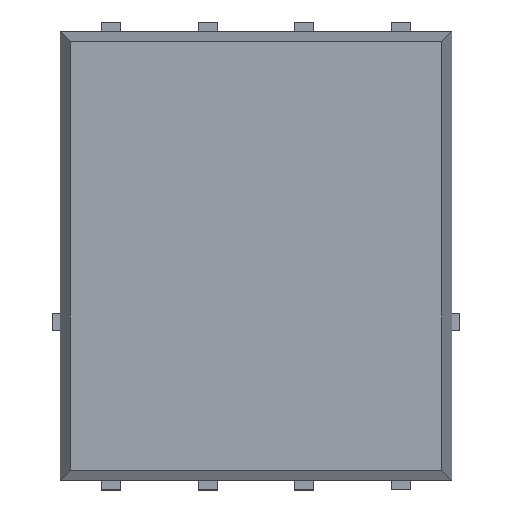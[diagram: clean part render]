
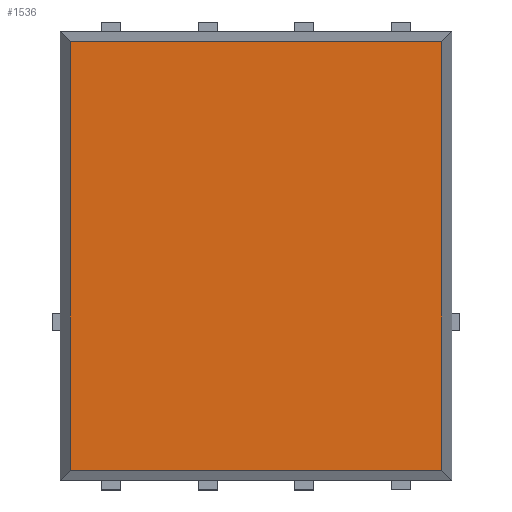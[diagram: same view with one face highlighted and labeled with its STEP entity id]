
A CAD part, top view. The second image highlights one B-rep face of the part: STEP entity #1536.
In plain terms, the highlighted planar face has unit normal (0, 0, 1).
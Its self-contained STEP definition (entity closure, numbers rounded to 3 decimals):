
#33 = LINE ( 'NONE', #2932, #261 ) ;
#179 = EDGE_CURVE ( 'NONE', #2099, #3175, #1605, .T. ) ;
#201 = PLANE ( 'NONE',  #1867 ) ;
#261 = VECTOR ( 'NONE', #1074, 1000. ) ;
#463 = ORIENTED_EDGE ( 'NONE', *, *, #3405, .T. ) ;
#480 = VERTEX_POINT ( 'NONE', #837 ) ;
#517 = ORIENTED_EDGE ( 'NONE', *, *, #1098, .T. ) ;
#527 = CARTESIAN_POINT ( 'NONE',  ( -2.443, -2.818, 1. ) ) ;
#529 = CARTESIAN_POINT ( 'NONE',  ( -2.443, 2.95, 1. ) ) ;
#701 = ORIENTED_EDGE ( 'NONE', *, *, #179, .T. ) ;
#729 = LINE ( 'NONE', #3375, #795 ) ;
#795 = VECTOR ( 'NONE', #2322, 1000. ) ;
#837 = CARTESIAN_POINT ( 'NONE',  ( 2.443, 2.818, 1. ) ) ;
#934 = EDGE_CURVE ( 'NONE', #1878, #480, #1052, .T. ) ;
#1019 = DIRECTION ( 'NONE',  ( 0., 0., 1. ) ) ;
#1052 = LINE ( 'NONE', #1948, #3037 ) ;
#1074 = DIRECTION ( 'NONE',  ( -1., 0., 0. ) ) ;
#1098 = EDGE_CURVE ( 'NONE', #3175, #1878, #729, .T. ) ;
#1390 = VECTOR ( 'NONE', #3178, 1000. ) ;
#1536 = ADVANCED_FACE ( 'NONE', ( #1543 ), #201, .T. ) ;
#1543 = FACE_OUTER_BOUND ( 'NONE', #2529, .T. ) ;
#1605 = LINE ( 'NONE', #529, #1390 ) ;
#1684 = DIRECTION ( 'NONE',  ( 0., 1., 0. ) ) ;
#1867 = AXIS2_PLACEMENT_3D ( 'NONE', #2639, #1019, #3170 ) ;
#1878 = VERTEX_POINT ( 'NONE', #3266 ) ;
#1948 = CARTESIAN_POINT ( 'NONE',  ( 2.443, 2.95, 1. ) ) ;
#2099 = VERTEX_POINT ( 'NONE', #2607 ) ;
#2322 = DIRECTION ( 'NONE',  ( 1., 0., 0. ) ) ;
#2529 = EDGE_LOOP ( 'NONE', ( #701, #517, #3133, #463 ) ) ;
#2607 = CARTESIAN_POINT ( 'NONE',  ( -2.443, 2.818, 1. ) ) ;
#2639 = CARTESIAN_POINT ( 'NONE',  ( 0., 0., 1. ) ) ;
#2932 = CARTESIAN_POINT ( 'NONE',  ( -2.575, 2.818, 1. ) ) ;
#3037 = VECTOR ( 'NONE', #1684, 1000. ) ;
#3133 = ORIENTED_EDGE ( 'NONE', *, *, #934, .T. ) ;
#3170 = DIRECTION ( 'NONE',  ( 1., 0., 0. ) ) ;
#3175 = VERTEX_POINT ( 'NONE', #527 ) ;
#3178 = DIRECTION ( 'NONE',  ( 0., -1., 0. ) ) ;
#3266 = CARTESIAN_POINT ( 'NONE',  ( 2.443, -2.818, 1. ) ) ;
#3375 = CARTESIAN_POINT ( 'NONE',  ( -2.575, -2.818, 1. ) ) ;
#3405 = EDGE_CURVE ( 'NONE', #480, #2099, #33, .T. ) ;
